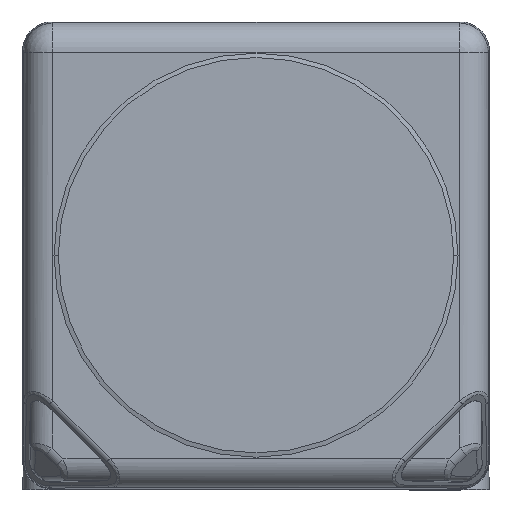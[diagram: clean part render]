
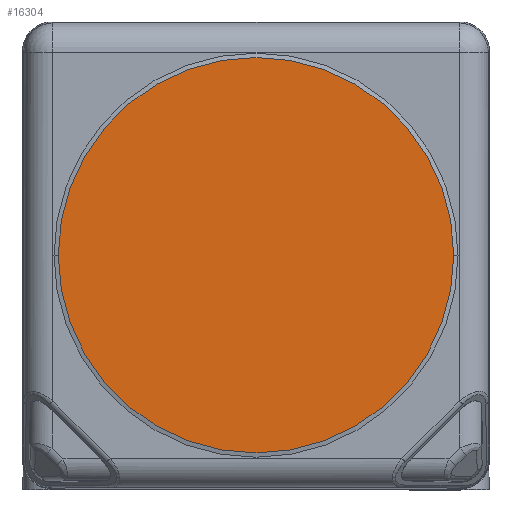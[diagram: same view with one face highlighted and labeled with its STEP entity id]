
A CAD part, top view. The second image highlights one B-rep face of the part: STEP entity #16304.
In plain terms, the highlighted planar face has unit normal (0, 0, 1).
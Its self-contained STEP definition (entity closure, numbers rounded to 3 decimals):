
#3752=CARTESIAN_POINT('',(0.,0.,12.31));
#3753=DIRECTION('',(0.,0.,-1.));
#3754=DIRECTION('',(1.,0.,0.));
#3755=AXIS2_PLACEMENT_3D('',#3752,#3753,#3754);
#3761=CARTESIAN_POINT('',(0.,0.,12.31));
#3762=DIRECTION('',(0.,0.,-1.));
#3763=DIRECTION('',(-1.,0.,0.));
#3764=AXIS2_PLACEMENT_3D('',#3761,#3762,#3763);
#8418=CARTESIAN_POINT('',(17.002,0.,12.31));
#8419=CARTESIAN_POINT('',(-17.002,0.,12.31));
#8420=VERTEX_POINT('',#8418);
#8421=VERTEX_POINT('',#8419);
#16294=CARTESIAN_POINT('',(0.,0.,12.31));
#16295=DIRECTION('',(0.,0.,1.));
#16296=DIRECTION('',(0.,1.,0.));
#16297=AXIS2_PLACEMENT_3D('',#16294,#16295,#16296);
#16298=PLANE('',#16297);
#16299=ORIENTED_EDGE('',*,*,#16277,.T.);
#16301=ORIENTED_EDGE('',*,*,#16300,.T.);
#16302=EDGE_LOOP('',(#16299,#16301));
#16303=FACE_OUTER_BOUND('',#16302,.F.);
#16304=ADVANCED_FACE('',(#16303),#16298,.T.);
#3756=CIRCLE('',#3755,17.002);
#3765=CIRCLE('',#3764,17.002);
#16277=EDGE_CURVE('',#8420,#8421,#3756,.T.);
#16300=EDGE_CURVE('',#8421,#8420,#3765,.T.);
